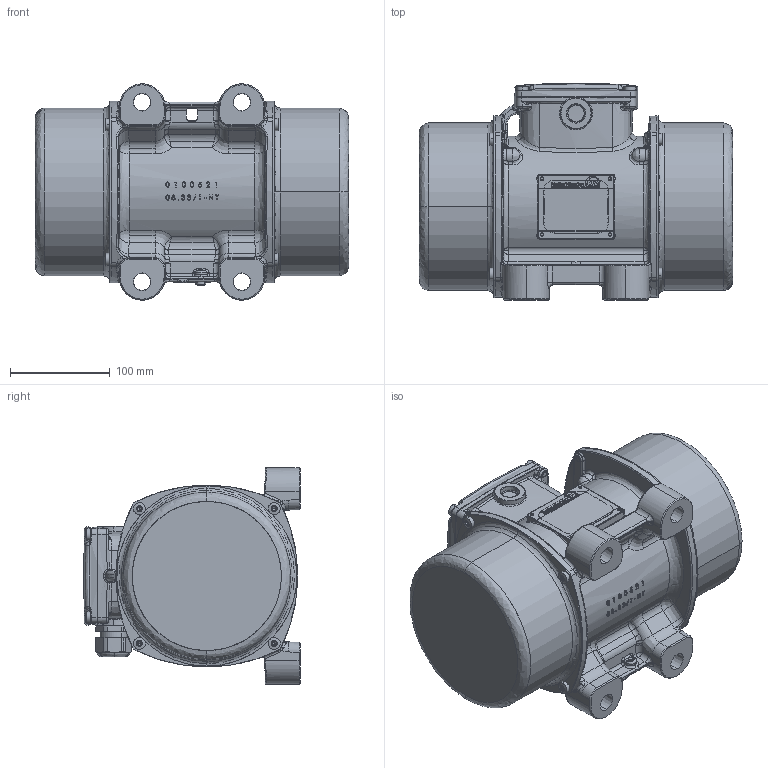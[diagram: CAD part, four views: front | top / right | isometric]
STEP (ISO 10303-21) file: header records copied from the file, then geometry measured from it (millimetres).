
FILE_DESCRIPTION (( 'STEP AP214' ), '1' );
FILE_NAME ('NEG 501140-50-60Hz.STEP', '2022-05-13T11:12:30', ( '' ), ( '' ), 'SwSTEP 2.0', 'SolidWorks 2015', '' );
FILE_SCHEMA (( 'AUTOMOTIVE_DESIGN' ));
Length unit declared in the file: millimetre
Products named in the file (1): NEG 501140-50-60Hz
Bounding box: 314 x 216.71 x 216.99 mm (x, y, z)
Volume: 1450277.3 mm3; surface area: 648595 mm2
Topology: 27 solids, 27 shells, 3140 faces, 8401 edges, 5463 vertices
Faces by surface type: bspline 1212, plane 954, cylinder 731, cone 243
Entity records: 180115 total; most frequent: CARTESIAN_POINT 109084, ORIENTED_EDGE 16558, DIRECTION 11472, EDGE_CURVE 8279, VERTEX_POINT 5463, AXIS2_PLACEMENT_3D 4100, EDGE_LOOP 3494, VECTOR 3272
